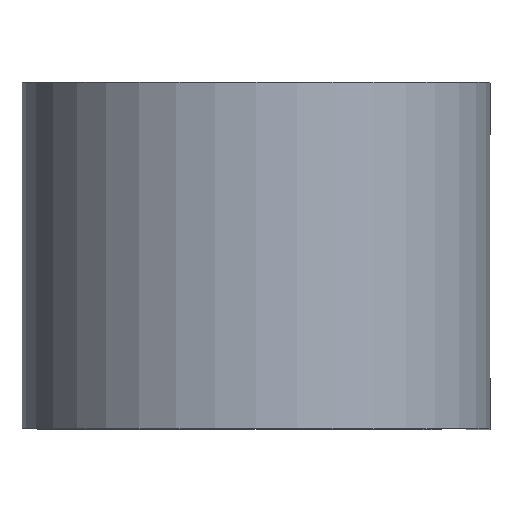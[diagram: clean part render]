
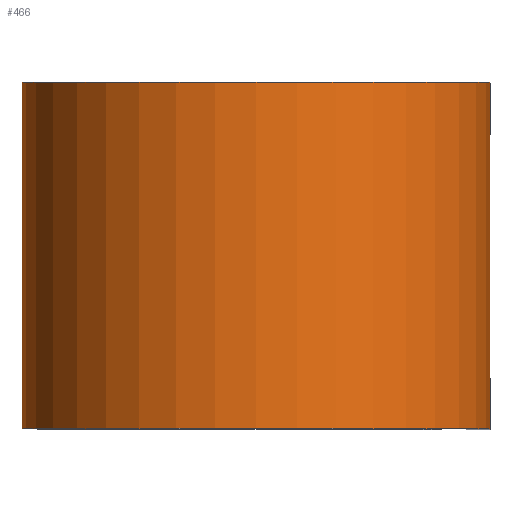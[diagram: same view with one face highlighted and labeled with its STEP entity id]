
A CAD part, top view. The second image highlights one B-rep face of the part: STEP entity #466.
In plain terms, the highlighted cylindrical face has radius 15.011 mm (diameter 30.023 mm), a partial arc.
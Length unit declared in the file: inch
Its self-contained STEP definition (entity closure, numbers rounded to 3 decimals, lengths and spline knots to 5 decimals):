
#44 = VERTEX_POINT ( 'NONE', #529 ) ;
#56 = ORIENTED_EDGE ( 'NONE', *, *, #573, .F. ) ;
#63 = VERTEX_POINT ( 'NONE', #635 ) ;
#81 = VECTOR ( 'NONE', #123, 39.37008 ) ;
#108 = CARTESIAN_POINT ( 'NONE',  ( 0., 0.4375, 0. ) ) ;
#116 = ORIENTED_EDGE ( 'NONE', *, *, #288, .T. ) ;
#120 = DIRECTION ( 'NONE',  ( 0., 0., -1. ) ) ;
#123 = DIRECTION ( 'NONE',  ( 0., -1., 0. ) ) ;
#146 = ORIENTED_EDGE ( 'NONE', *, *, #568, .T. ) ;
#160 = VERTEX_POINT ( 'NONE', #408 ) ;
#162 = DIRECTION ( 'NONE',  ( 1., 0., 0. ) ) ;
#184 = FACE_OUTER_BOUND ( 'NONE', #397, .T. ) ;
#192 = AXIS2_PLACEMENT_3D ( 'NONE', #419, #359, #361 ) ;
#193 = CARTESIAN_POINT ( 'NONE',  ( 0., -0.4375, 0. ) ) ;
#194 = DIRECTION ( 'NONE',  ( 0., -1., 0. ) ) ;
#196 = DIRECTION ( 'NONE',  ( 0., 1., 0. ) ) ;
#203 = CARTESIAN_POINT ( 'NONE',  ( 0.591, 0.4375, 0. ) ) ;
#208 = LINE ( 'NONE', #476, #631 ) ;
#210 = DIRECTION ( 'NONE',  ( 0., -1., 0. ) ) ;
#224 = CIRCLE ( 'NONE', #192, 0.591 ) ;
#230 = EDGE_CURVE ( 'NONE', #63, #44, #450, .T. ) ;
#288 = EDGE_CURVE ( 'NONE', #160, #44, #441, .T. ) ;
#303 = CYLINDRICAL_SURFACE ( 'NONE', #448, 0.591 ) ;
#310 = ORIENTED_EDGE ( 'NONE', *, *, #230, .F. ) ;
#336 = CARTESIAN_POINT ( 'NONE',  ( 0., 0.4375, -0.591 ) ) ;
#343 = VERTEX_POINT ( 'NONE', #336 ) ;
#359 = DIRECTION ( 'NONE',  ( 0., 1., 0. ) ) ;
#361 = DIRECTION ( 'NONE',  ( 1., 0., 0. ) ) ;
#397 = EDGE_LOOP ( 'NONE', ( #116, #310, #56, #146 ) ) ;
#408 = CARTESIAN_POINT ( 'NONE',  ( 0., -0.4375, -0.591 ) ) ;
#419 = CARTESIAN_POINT ( 'NONE',  ( 0., 0.4375, 0. ) ) ;
#441 = CIRCLE ( 'NONE', #583, 0.591 ) ;
#448 = AXIS2_PLACEMENT_3D ( 'NONE', #108, #210, #120 ) ;
#450 = LINE ( 'NONE', #203, #81 ) ;
#466 = ADVANCED_FACE ( 'NONE', ( #184 ), #303, .T. ) ;
#476 = CARTESIAN_POINT ( 'NONE',  ( 0., 0.4375, -0.591 ) ) ;
#529 = CARTESIAN_POINT ( 'NONE',  ( 0.591, -0.4375, 0. ) ) ;
#568 = EDGE_CURVE ( 'NONE', #343, #160, #208, .T. ) ;
#573 = EDGE_CURVE ( 'NONE', #343, #63, #224, .T. ) ;
#583 = AXIS2_PLACEMENT_3D ( 'NONE', #193, #196, #162 ) ;
#631 = VECTOR ( 'NONE', #194, 39.37008 ) ;
#635 = CARTESIAN_POINT ( 'NONE',  ( 0.591, 0.4375, 0. ) ) ;
